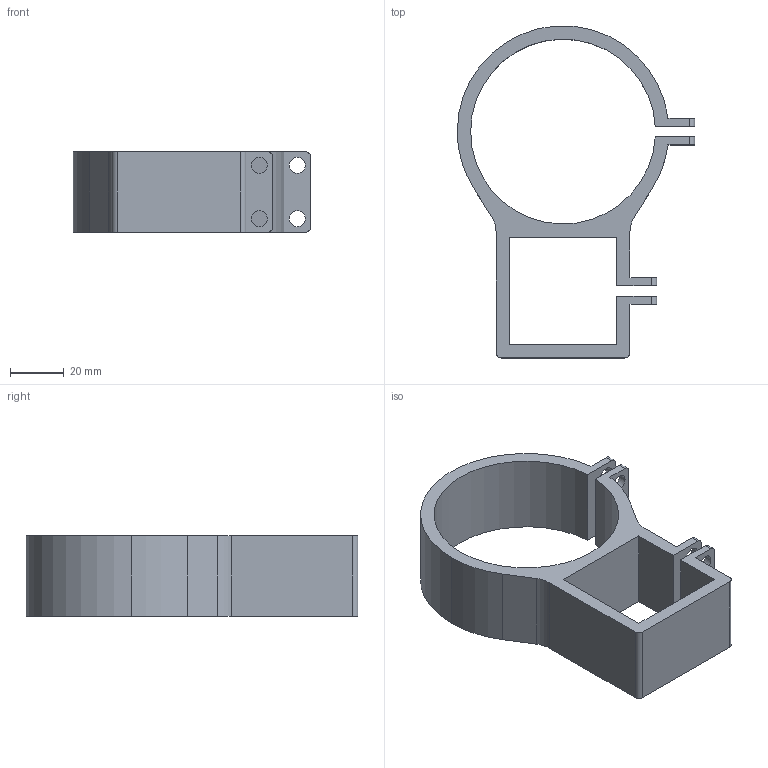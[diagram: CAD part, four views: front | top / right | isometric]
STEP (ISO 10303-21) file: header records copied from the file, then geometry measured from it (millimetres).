
FILE_DESCRIPTION (( 'STEP AP203' ), '1' );
FILE_NAME ('翋粣慾嫖盓殤-69.STEP', '2024-11-22T07:59:42', ( '' ), ( '' ), 'SwSTEP 2.0', 'SolidWorks 2022', '' );
FILE_SCHEMA (( 'CONFIG_CONTROL_DESIGN' ));
Length unit declared in the file: millimetre
Products named in the file (1): 主轴激光支架-69
Bounding box: 88.68 x 123.92 x 30 mm (x, y, z)
Volume: 61002.1 mm3; surface area: 28332.2 mm2
Topology: 1 solids, 1 shells, 58 faces, 168 edges, 112 vertices
Faces by surface type: cylinder 33, plane 25
Entity records: 2047 total; most frequent: DIRECTION 352, CARTESIAN_POINT 339, ORIENTED_EDGE 336, EDGE_CURVE 168, AXIS2_PLACEMENT_3D 125, VERTEX_POINT 112, LINE 102, VECTOR 102
